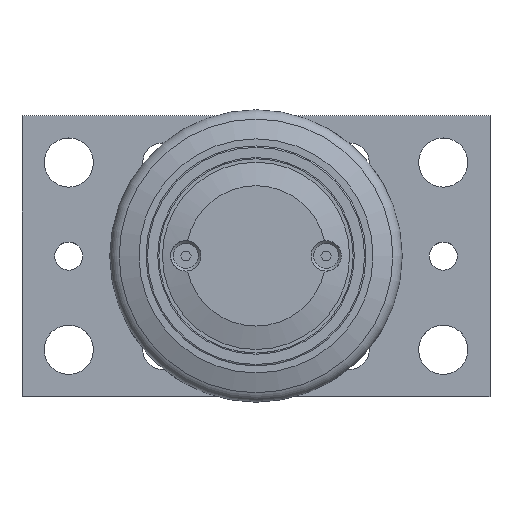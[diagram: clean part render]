
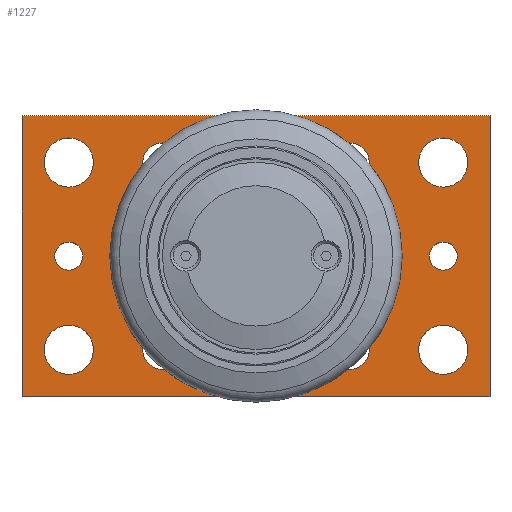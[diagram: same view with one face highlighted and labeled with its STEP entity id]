
A CAD part, top view. The second image highlights one B-rep face of the part: STEP entity #1227.
In plain terms, the highlighted planar face has unit normal (0, 0, 1).
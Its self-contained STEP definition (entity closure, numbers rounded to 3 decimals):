
#28=FACE_BOUND('',#211,.T.);
#29=FACE_BOUND('',#212,.T.);
#30=FACE_BOUND('',#213,.T.);
#31=FACE_BOUND('',#214,.T.);
#32=FACE_BOUND('',#215,.T.);
#33=FACE_BOUND('',#216,.T.);
#34=FACE_BOUND('',#217,.T.);
#35=FACE_BOUND('',#218,.T.);
#36=FACE_BOUND('',#219,.T.);
#37=FACE_BOUND('',#220,.T.);
#38=FACE_BOUND('',#221,.T.);
#73=PLANE('',#1402);
#136=FACE_OUTER_BOUND('',#210,.T.);
#210=EDGE_LOOP('',(#1033,#1034,#1035,#1036));
#211=EDGE_LOOP('',(#1037));
#212=EDGE_LOOP('',(#1038,#1039));
#213=EDGE_LOOP('',(#1040,#1041));
#214=EDGE_LOOP('',(#1042,#1043));
#215=EDGE_LOOP('',(#1044,#1045));
#216=EDGE_LOOP('',(#1046));
#217=EDGE_LOOP('',(#1047));
#218=EDGE_LOOP('',(#1048));
#219=EDGE_LOOP('',(#1049));
#220=EDGE_LOOP('',(#1050));
#221=EDGE_LOOP('',(#1051));
#285=LINE('',#2145,#362);
#289=LINE('',#2153,#366);
#292=LINE('',#2159,#369);
#295=LINE('',#2164,#372);
#362=VECTOR('',#1718,10.);
#366=VECTOR('',#1724,10.);
#369=VECTOR('',#1729,10.);
#372=VECTOR('',#1734,10.);
#476=CIRCLE('',#1360,20.5);
#479=CIRCLE('',#1365,4.188);
#480=CIRCLE('',#1366,4.188);
#482=CIRCLE('',#1369,4.188);
#483=CIRCLE('',#1370,4.188);
#485=CIRCLE('',#1373,4.188);
#486=CIRCLE('',#1374,4.188);
#488=CIRCLE('',#1377,4.188);
#489=CIRCLE('',#1378,4.188);
#491=CIRCLE('',#1381,5.25);
#493=CIRCLE('',#1384,5.25);
#495=CIRCLE('',#1387,5.25);
#497=CIRCLE('',#1390,5.25);
#499=CIRCLE('',#1393,3.);
#501=CIRCLE('',#1396,3.);
#568=VERTEX_POINT('',#2066);
#571=VERTEX_POINT('',#2075);
#572=VERTEX_POINT('',#2076);
#574=VERTEX_POINT('',#2083);
#575=VERTEX_POINT('',#2084);
#577=VERTEX_POINT('',#2091);
#578=VERTEX_POINT('',#2092);
#580=VERTEX_POINT('',#2099);
#581=VERTEX_POINT('',#2100);
#583=VERTEX_POINT('',#2107);
#585=VERTEX_POINT('',#2113);
#587=VERTEX_POINT('',#2119);
#589=VERTEX_POINT('',#2125);
#591=VERTEX_POINT('',#2131);
#593=VERTEX_POINT('',#2137);
#595=VERTEX_POINT('',#2143);
#596=VERTEX_POINT('',#2144);
#599=VERTEX_POINT('',#2152);
#601=VERTEX_POINT('',#2158);
#715=EDGE_CURVE('',#568,#568,#476,.T.);
#718=EDGE_CURVE('',#571,#572,#479,.T.);
#719=EDGE_CURVE('',#572,#571,#480,.T.);
#722=EDGE_CURVE('',#574,#575,#482,.T.);
#723=EDGE_CURVE('',#575,#574,#483,.T.);
#726=EDGE_CURVE('',#577,#578,#485,.T.);
#727=EDGE_CURVE('',#578,#577,#486,.T.);
#730=EDGE_CURVE('',#580,#581,#488,.T.);
#731=EDGE_CURVE('',#581,#580,#489,.T.);
#734=EDGE_CURVE('',#583,#583,#491,.T.);
#737=EDGE_CURVE('',#585,#585,#493,.T.);
#740=EDGE_CURVE('',#587,#587,#495,.T.);
#743=EDGE_CURVE('',#589,#589,#497,.T.);
#746=EDGE_CURVE('',#591,#591,#499,.T.);
#749=EDGE_CURVE('',#593,#593,#501,.T.);
#752=EDGE_CURVE('',#595,#596,#285,.T.);
#756=EDGE_CURVE('',#596,#599,#289,.T.);
#759=EDGE_CURVE('',#599,#601,#292,.T.);
#762=EDGE_CURVE('',#601,#595,#295,.T.);
#1033=ORIENTED_EDGE('',*,*,#752,.F.);
#1034=ORIENTED_EDGE('',*,*,#762,.F.);
#1035=ORIENTED_EDGE('',*,*,#759,.F.);
#1036=ORIENTED_EDGE('',*,*,#756,.F.);
#1037=ORIENTED_EDGE('',*,*,#715,.T.);
#1038=ORIENTED_EDGE('',*,*,#718,.T.);
#1039=ORIENTED_EDGE('',*,*,#719,.T.);
#1040=ORIENTED_EDGE('',*,*,#722,.T.);
#1041=ORIENTED_EDGE('',*,*,#723,.T.);
#1042=ORIENTED_EDGE('',*,*,#726,.T.);
#1043=ORIENTED_EDGE('',*,*,#727,.T.);
#1044=ORIENTED_EDGE('',*,*,#730,.T.);
#1045=ORIENTED_EDGE('',*,*,#731,.T.);
#1046=ORIENTED_EDGE('',*,*,#734,.T.);
#1047=ORIENTED_EDGE('',*,*,#737,.T.);
#1048=ORIENTED_EDGE('',*,*,#740,.T.);
#1049=ORIENTED_EDGE('',*,*,#743,.T.);
#1050=ORIENTED_EDGE('',*,*,#746,.T.);
#1051=ORIENTED_EDGE('',*,*,#749,.T.);
#1227=ADVANCED_FACE('',(#136,#28,#29,#30,#31,#32,#33,#34,#35,#36,#37,#38),
#73,.T.);
#1360=AXIS2_PLACEMENT_3D('',#2068,#1630,#1631);
#1365=AXIS2_PLACEMENT_3D('',#2077,#1640,#1641);
#1366=AXIS2_PLACEMENT_3D('',#2078,#1642,#1643);
#1369=AXIS2_PLACEMENT_3D('',#2085,#1649,#1650);
#1370=AXIS2_PLACEMENT_3D('',#2086,#1651,#1652);
#1373=AXIS2_PLACEMENT_3D('',#2093,#1658,#1659);
#1374=AXIS2_PLACEMENT_3D('',#2094,#1660,#1661);
#1377=AXIS2_PLACEMENT_3D('',#2101,#1667,#1668);
#1378=AXIS2_PLACEMENT_3D('',#2102,#1669,#1670);
#1381=AXIS2_PLACEMENT_3D('',#2108,#1676,#1677);
#1384=AXIS2_PLACEMENT_3D('',#2114,#1683,#1684);
#1387=AXIS2_PLACEMENT_3D('',#2120,#1690,#1691);
#1390=AXIS2_PLACEMENT_3D('',#2126,#1697,#1698);
#1393=AXIS2_PLACEMENT_3D('',#2132,#1704,#1705);
#1396=AXIS2_PLACEMENT_3D('',#2138,#1711,#1712);
#1402=AXIS2_PLACEMENT_3D('',#2166,#1736,#1737);
#1630=DIRECTION('center_axis',(0.,0.,-1.));
#1631=DIRECTION('ref_axis',(-1.,0.,0.));
#1640=DIRECTION('center_axis',(0.,0.,-1.));
#1641=DIRECTION('ref_axis',(1.,0.,0.));
#1642=DIRECTION('center_axis',(0.,0.,-1.));
#1643=DIRECTION('ref_axis',(1.,0.,0.));
#1649=DIRECTION('center_axis',(0.,0.,-1.));
#1650=DIRECTION('ref_axis',(1.,0.,0.));
#1651=DIRECTION('center_axis',(0.,0.,-1.));
#1652=DIRECTION('ref_axis',(1.,0.,0.));
#1658=DIRECTION('center_axis',(0.,0.,-1.));
#1659=DIRECTION('ref_axis',(1.,0.,0.));
#1660=DIRECTION('center_axis',(0.,0.,-1.));
#1661=DIRECTION('ref_axis',(1.,0.,0.));
#1667=DIRECTION('center_axis',(0.,0.,-1.));
#1668=DIRECTION('ref_axis',(1.,0.,0.));
#1669=DIRECTION('center_axis',(0.,0.,-1.));
#1670=DIRECTION('ref_axis',(1.,0.,0.));
#1676=DIRECTION('center_axis',(0.,0.,-1.));
#1677=DIRECTION('ref_axis',(-1.,0.,0.));
#1683=DIRECTION('center_axis',(0.,0.,-1.));
#1684=DIRECTION('ref_axis',(-1.,0.,0.));
#1690=DIRECTION('center_axis',(0.,0.,-1.));
#1691=DIRECTION('ref_axis',(-1.,0.,0.));
#1697=DIRECTION('center_axis',(0.,0.,-1.));
#1698=DIRECTION('ref_axis',(-1.,0.,0.));
#1704=DIRECTION('center_axis',(0.,0.,-1.));
#1705=DIRECTION('ref_axis',(-1.,0.,0.));
#1711=DIRECTION('center_axis',(0.,0.,-1.));
#1712=DIRECTION('ref_axis',(-1.,0.,0.));
#1718=DIRECTION('',(0.,1.,0.));
#1724=DIRECTION('',(1.,0.,0.));
#1729=DIRECTION('',(0.,-1.,0.));
#1734=DIRECTION('',(-1.,0.,0.));
#1736=DIRECTION('center_axis',(0.,0.,1.));
#1737=DIRECTION('ref_axis',(1.,0.,0.));
#2066=CARTESIAN_POINT('',(70.5,30.,10.));
#2068=CARTESIAN_POINT('Origin',(50.,30.,10.));
#2075=CARTESIAN_POINT('',(34.188,10.,10.));
#2076=CARTESIAN_POINT('',(25.812,10.,10.));
#2077=CARTESIAN_POINT('Origin',(30.,10.,10.));
#2078=CARTESIAN_POINT('Origin',(30.,10.,10.));
#2083=CARTESIAN_POINT('',(74.188,10.,10.));
#2084=CARTESIAN_POINT('',(65.812,10.,10.));
#2085=CARTESIAN_POINT('Origin',(70.,10.,10.));
#2086=CARTESIAN_POINT('Origin',(70.,10.,10.));
#2091=CARTESIAN_POINT('',(74.188,50.,10.));
#2092=CARTESIAN_POINT('',(65.812,50.,10.));
#2093=CARTESIAN_POINT('Origin',(70.,50.,10.));
#2094=CARTESIAN_POINT('Origin',(70.,50.,10.));
#2099=CARTESIAN_POINT('',(34.188,50.,10.));
#2100=CARTESIAN_POINT('',(25.812,50.,10.));
#2101=CARTESIAN_POINT('Origin',(30.,50.,10.));
#2102=CARTESIAN_POINT('Origin',(30.,50.,10.));
#2107=CARTESIAN_POINT('',(95.25,50.,10.));
#2108=CARTESIAN_POINT('Origin',(90.,50.,10.));
#2113=CARTESIAN_POINT('',(15.25,10.,10.));
#2114=CARTESIAN_POINT('Origin',(10.,10.,10.));
#2119=CARTESIAN_POINT('',(15.25,50.,10.));
#2120=CARTESIAN_POINT('Origin',(10.,50.,10.));
#2125=CARTESIAN_POINT('',(95.25,10.,10.));
#2126=CARTESIAN_POINT('Origin',(90.,10.,10.));
#2131=CARTESIAN_POINT('',(93.,30.,10.));
#2132=CARTESIAN_POINT('Origin',(90.,30.,10.));
#2137=CARTESIAN_POINT('',(13.,30.,10.));
#2138=CARTESIAN_POINT('Origin',(10.,30.,10.));
#2143=CARTESIAN_POINT('',(0.,0.,10.));
#2144=CARTESIAN_POINT('',(0.,60.,10.));
#2145=CARTESIAN_POINT('',(0.,60.,10.));
#2152=CARTESIAN_POINT('',(100.,60.,10.));
#2153=CARTESIAN_POINT('',(100.,60.,10.));
#2158=CARTESIAN_POINT('',(100.,0.,10.));
#2159=CARTESIAN_POINT('',(100.,0.,10.));
#2164=CARTESIAN_POINT('',(0.,0.,10.));
#2166=CARTESIAN_POINT('Origin',(50.,30.,10.));
